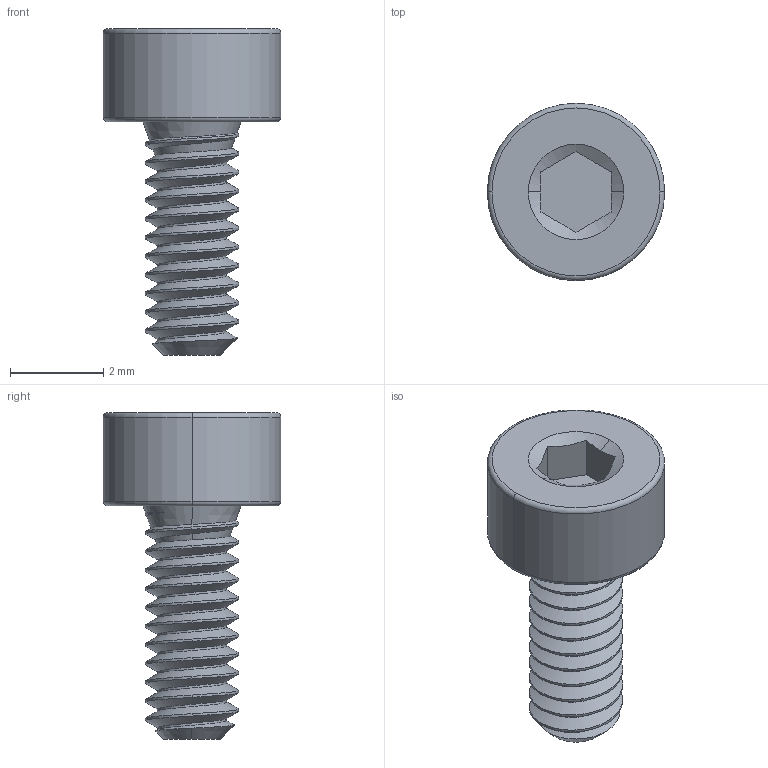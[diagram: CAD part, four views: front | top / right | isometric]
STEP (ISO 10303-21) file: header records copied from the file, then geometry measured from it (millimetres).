
FILE_DESCRIPTION (( 'STEP AP203' ), '1' );
FILE_NAME ('91292A005_18-8 Stainless Steel Socket Head Screw.STEP', '2025-09-17T16:07:05', ( 'Administrator' ), ( 'Managed by Terraform' ), 'SwSTEP 2.0', 'SolidWorks 2017', '' );
FILE_SCHEMA (( 'CONFIG_CONTROL_DESIGN' ));
Length unit declared in the file: millimetre
Products named in the file (1): 91292A005_18-8 Stainless Steel Socket Head Screw
Bounding box: 3.8 x 3.8 x 7 mm (x, y, z)
Volume: 32.7 mm3; surface area: 93.5 mm2
Topology: 1 solids, 1 shells, 52 faces, 140 edges, 92 vertices
Faces by surface type: cylinder 25, cone 10, plane 10, torus 4, bspline 3
Entity records: 3250 total; most frequent: CARTESIAN_POINT 2054, ORIENTED_EDGE 280, DIRECTION 186, EDGE_CURVE 140, VERTEX_POINT 92, AXIS2_PLACEMENT_3D 70, EDGE_LOOP 54, FACE_OUTER_BOUND 52
